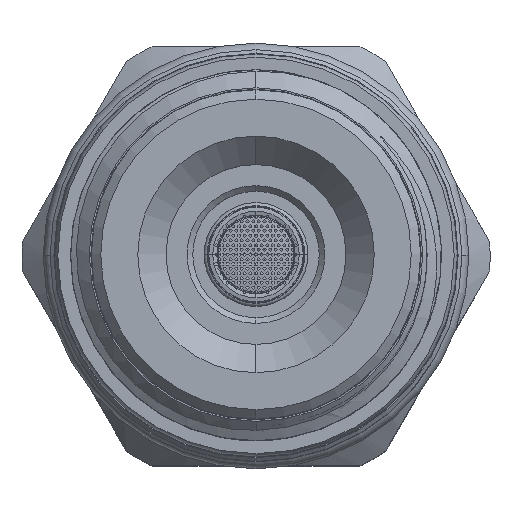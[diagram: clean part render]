
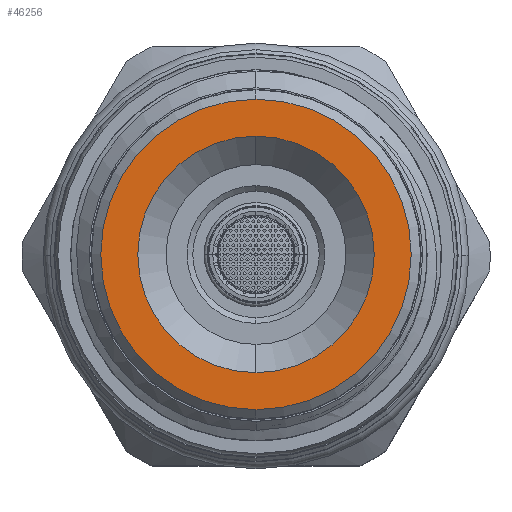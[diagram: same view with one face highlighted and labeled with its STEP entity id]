
A CAD part, top view. The second image highlights one B-rep face of the part: STEP entity #46256.
In plain terms, the highlighted planar face has unit normal (0, 0, 1).
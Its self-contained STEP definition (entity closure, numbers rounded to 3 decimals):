
#2496 = CARTESIAN_POINT ( 'NONE',  ( 0., 6.265, 77.63 ) ) ;
#5004 = EDGE_CURVE ( 'NONE', #12396, #41649, #13709, .T. ) ;
#5611 = CARTESIAN_POINT ( 'NONE',  ( 0., -6.265, 77.63 ) ) ;
#8308 = EDGE_LOOP ( 'NONE', ( #23478, #37783 ) ) ;
#11494 = CARTESIAN_POINT ( 'NONE',  ( 0., -8.225, 77.63 ) ) ;
#12167 = CARTESIAN_POINT ( 'NONE',  ( 0., 0., 77.63 ) ) ;
#12396 = VERTEX_POINT ( 'NONE', #5611 ) ;
#12909 = CARTESIAN_POINT ( 'NONE',  ( 0., 0., 77.63 ) ) ;
#13709 = CIRCLE ( 'NONE', #41920, 6.265 ) ;
#15703 = PLANE ( 'NONE',  #49888 ) ;
#15914 = CIRCLE ( 'NONE', #45559, 6.265 ) ;
#16131 = FACE_BOUND ( 'NONE', #45186, .T. ) ;
#17228 = DIRECTION ( 'NONE',  ( 0., 0., 1. ) ) ;
#18126 = EDGE_CURVE ( 'NONE', #29790, #21202, #44181, .T. ) ;
#19829 = EDGE_CURVE ( 'NONE', #41649, #12396, #15914, .T. ) ;
#20300 = CIRCLE ( 'NONE', #22180, 8.225 ) ;
#21202 = VERTEX_POINT ( 'NONE', #35068 ) ;
#22180 = AXIS2_PLACEMENT_3D ( 'NONE', #12909, #17228, #24911 ) ;
#22803 = EDGE_CURVE ( 'NONE', #21202, #29790, #20300, .T. ) ;
#23478 = ORIENTED_EDGE ( 'NONE', *, *, #18126, .T. ) ;
#24402 = ORIENTED_EDGE ( 'NONE', *, *, #5004, .F. ) ;
#24911 = DIRECTION ( 'NONE',  ( 0., -1., 0. ) ) ;
#26638 = ORIENTED_EDGE ( 'NONE', *, *, #19829, .F. ) ;
#29790 = VERTEX_POINT ( 'NONE', #11494 ) ;
#33127 = CARTESIAN_POINT ( 'NONE',  ( 0., 0., 77.63 ) ) ;
#35068 = CARTESIAN_POINT ( 'NONE',  ( 0., 8.225, 77.63 ) ) ;
#36117 = CARTESIAN_POINT ( 'NONE',  ( 0., 0., 77.63 ) ) ;
#37604 = DIRECTION ( 'NONE',  ( 0., 0., 1. ) ) ;
#37783 = ORIENTED_EDGE ( 'NONE', *, *, #22803, .T. ) ;
#40255 = DIRECTION ( 'NONE',  ( 0., 0., -1. ) ) ;
#41586 = DIRECTION ( 'NONE',  ( 0., -1., 0. ) ) ;
#41649 = VERTEX_POINT ( 'NONE', #2496 ) ;
#41920 = AXIS2_PLACEMENT_3D ( 'NONE', #33127, #37604, #45547 ) ;
#43070 = FACE_OUTER_BOUND ( 'NONE', #8308, .T. ) ;
#44181 = CIRCLE ( 'NONE', #51340, 8.225 ) ;
#44968 = CARTESIAN_POINT ( 'NONE',  ( 0., 0., 77.63 ) ) ;
#45186 = EDGE_LOOP ( 'NONE', ( #26638, #24402 ) ) ;
#45325 = DIRECTION ( 'NONE',  ( 0., 0., 1. ) ) ;
#45547 = DIRECTION ( 'NONE',  ( 0., 1., 0. ) ) ;
#45559 = AXIS2_PLACEMENT_3D ( 'NONE', #44968, #45325, #53216 ) ;
#45569 = DIRECTION ( 'NONE',  ( 0., 0., 1. ) ) ;
#46256 = ADVANCED_FACE ( 'NONE', ( #43070, #16131 ), #15703, .F. ) ;
#49888 = AXIS2_PLACEMENT_3D ( 'NONE', #36117, #40255, #52153 ) ;
#51340 = AXIS2_PLACEMENT_3D ( 'NONE', #12167, #45569, #41586 ) ;
#52153 = DIRECTION ( 'NONE',  ( 0., -1., 0. ) ) ;
#53216 = DIRECTION ( 'NONE',  ( 0., 1., 0. ) ) ;
